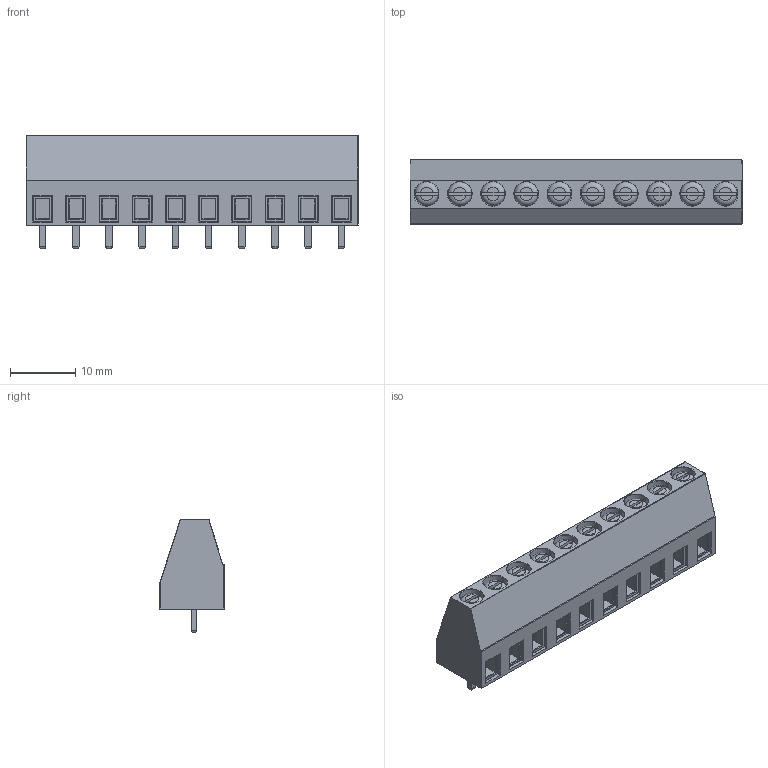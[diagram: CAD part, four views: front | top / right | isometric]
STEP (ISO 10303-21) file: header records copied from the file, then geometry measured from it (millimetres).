
FILE_DESCRIPTION(/* description */ ('model of TerminalBlock_Phoenix_MKDS-1,5-10-5.08_1x10_P5.08mm_Horizontal'),/* implementation_level */ '2;1');
FILE_NAME(/* name */ 'TerminalBlock_Phoenix_MKDS-1,5-10-5.08_1x10_P5.08mm_Horizontal.step',/* time_stamp */ '2019-06-17T02:13:15',/* author */ ('kicad StepUp','ksu'),/* organization */ ('FreeCAD'),/* preprocessor_version */ 'OCC',/* originating_system */ 'kicad StepUp',/* authorisation */ '');
FILE_SCHEMA(('AUTOMOTIVE_DESIGN { 1 0 10303 214 1 1 1 1 }'));
Length unit declared in the file: millimetre
Products named in the file (1): MKDS_1_5_10
Bounding box: 50.8 x 9.8 x 17.4 mm (x, y, z)
Volume: 5171.4 mm3; surface area: 3464.5 mm2
Topology: 1 solids, 1 shells, 429 faces, 973 edges, 592 vertices
Faces by surface type: plane 259, cylinder 146, torus 20, bspline 4
Full cylindrical faces by diameter (mm): 3.68 x10
Entity records: 16091 total; most frequent: CARTESIAN_POINT 3453, DIRECTION 2003, ORIENTED_EDGE 1938, EDGE_CURVE 969, LINE 687, VECTOR 687, AXIS2_PLACEMENT_3D 658, VERTEX_POINT 592
